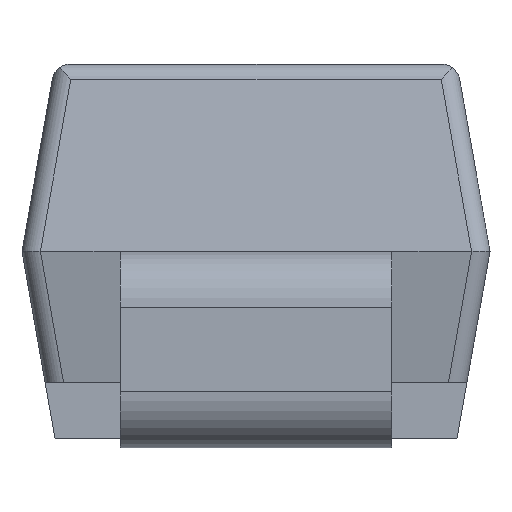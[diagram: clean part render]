
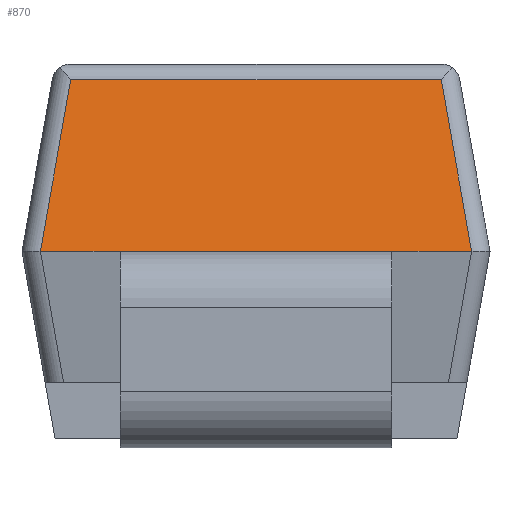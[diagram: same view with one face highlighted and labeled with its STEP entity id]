
A CAD part, left-side view. The second image highlights one B-rep face of the part: STEP entity #870.
In plain terms, the highlighted planar face has unit normal (-0.985, 0, 0.174).
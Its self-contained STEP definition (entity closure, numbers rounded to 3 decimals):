
#367 = EDGE_CURVE ( 'NONE', #4482, #4807, #747, .T. ) ;
#689 = EDGE_CURVE ( 'NONE', #4027, #1040, #4992, .T. ) ;
#731 = EDGE_CURVE ( 'NONE', #4807, #5169, #4964, .T. ) ;
#747 = LINE ( 'NONE', #812, #5096 ) ;
#812 = CARTESIAN_POINT ( 'NONE',  ( -2.125, 1.25, 0. ) ) ;
#870 = ADVANCED_FACE ( 'NONE', ( #3440 ), #2938, .T. ) ;
#892 = CARTESIAN_POINT ( 'NONE',  ( -1.963, 1.074, 0.917 ) ) ;
#955 = VECTOR ( 'NONE', #4196, 1000. ) ;
#1040 = VERTEX_POINT ( 'NONE', #2125 ) ;
#1236 = DIRECTION ( 'NONE',  ( 0., -1., 0. ) ) ;
#1338 = CARTESIAN_POINT ( 'NONE',  ( -2.128, 1.154, -0.016 ) ) ;
#1487 = AXIS2_PLACEMENT_3D ( 'NONE', #1998, #1932, #3861 ) ;
#1612 = CARTESIAN_POINT ( 'NONE',  ( -2.055, -1.081, 0.399 ) ) ;
#1693 = LINE ( 'NONE', #1338, #5879 ) ;
#1710 = CARTESIAN_POINT ( 'NONE',  ( -2.125, 1.25, 0. ) ) ;
#1718 = VECTOR ( 'NONE', #1236, 1000. ) ;
#1846 = ORIENTED_EDGE ( 'NONE', *, *, #5485, .T. ) ;
#1932 = DIRECTION ( 'NONE',  ( -0.985, 0., 0.174 ) ) ;
#1998 = CARTESIAN_POINT ( 'NONE',  ( -2.125, 1.25, 0. ) ) ;
#2125 = CARTESIAN_POINT ( 'NONE',  ( -2.125, 0.725, 0. ) ) ;
#2375 = CARTESIAN_POINT ( 'NONE',  ( -1.963, -0.99, 0.917 ) ) ;
#2419 = EDGE_CURVE ( 'NONE', #5169, #5611, #2829, .T. ) ;
#2422 = ORIENTED_EDGE ( 'NONE', *, *, #731, .T. ) ;
#2488 = ORIENTED_EDGE ( 'NONE', *, *, #3731, .T. ) ;
#2641 = CARTESIAN_POINT ( 'NONE',  ( -1.963, 0.99, 0.917 ) ) ;
#2829 = LINE ( 'NONE', #892, #955 ) ;
#2938 = PLANE ( 'NONE',  #1487 ) ;
#3390 = LINE ( 'NONE', #5702, #5379 ) ;
#3440 = FACE_OUTER_BOUND ( 'NONE', #5502, .T. ) ;
#3466 = DIRECTION ( 'NONE',  ( 0.171, 0.171, 0.97 ) ) ;
#3731 = EDGE_CURVE ( 'NONE', #5611, #4027, #1693, .T. ) ;
#3861 = DIRECTION ( 'NONE',  ( 0.174, 0., 0.985 ) ) ;
#3886 = CARTESIAN_POINT ( 'NONE',  ( -2.125, 1.152, 0. ) ) ;
#4027 = VERTEX_POINT ( 'NONE', #3886 ) ;
#4196 = DIRECTION ( 'NONE',  ( 0., 1., 0. ) ) ;
#4411 = CARTESIAN_POINT ( 'NONE',  ( -2.125, -0.725, 0. ) ) ;
#4461 = ORIENTED_EDGE ( 'NONE', *, *, #689, .T. ) ;
#4482 = VERTEX_POINT ( 'NONE', #4411 ) ;
#4797 = DIRECTION ( 'NONE',  ( 0., -1., 0. ) ) ;
#4807 = VERTEX_POINT ( 'NONE', #5031 ) ;
#4964 = LINE ( 'NONE', #1612, #5106 ) ;
#4992 = LINE ( 'NONE', #1710, #1718 ) ;
#5031 = CARTESIAN_POINT ( 'NONE',  ( -2.125, -1.152, 0. ) ) ;
#5041 = DIRECTION ( 'NONE',  ( -0.171, 0.171, -0.97 ) ) ;
#5096 = VECTOR ( 'NONE', #5884, 1000. ) ;
#5106 = VECTOR ( 'NONE', #3466, 1000. ) ;
#5169 = VERTEX_POINT ( 'NONE', #2375 ) ;
#5297 = ORIENTED_EDGE ( 'NONE', *, *, #2419, .T. ) ;
#5379 = VECTOR ( 'NONE', #4797, 1000. ) ;
#5485 = EDGE_CURVE ( 'NONE', #1040, #4482, #3390, .T. ) ;
#5502 = EDGE_LOOP ( 'NONE', ( #5297, #2488, #4461, #1846, #5821, #2422 ) ) ;
#5611 = VERTEX_POINT ( 'NONE', #2641 ) ;
#5702 = CARTESIAN_POINT ( 'NONE',  ( -2.125, 1.25, 0. ) ) ;
#5821 = ORIENTED_EDGE ( 'NONE', *, *, #367, .T. ) ;
#5879 = VECTOR ( 'NONE', #5041, 1000. ) ;
#5884 = DIRECTION ( 'NONE',  ( 0., -1., 0. ) ) ;
